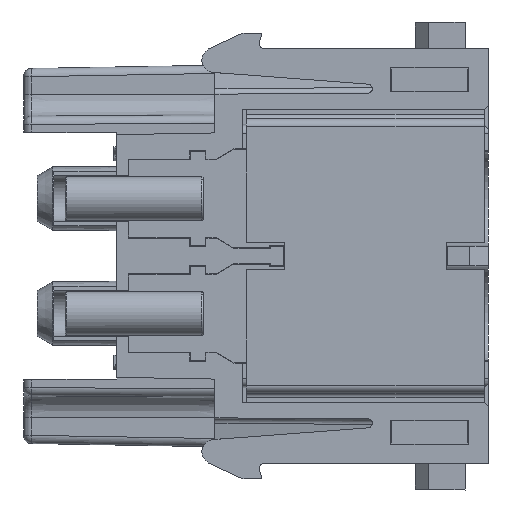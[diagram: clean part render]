
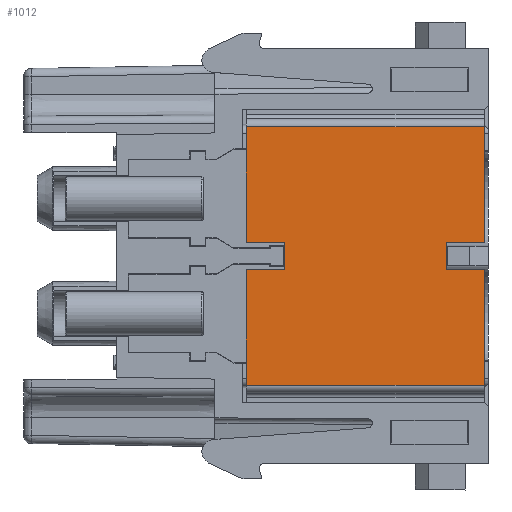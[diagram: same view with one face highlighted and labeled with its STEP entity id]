
A CAD part, left-side view. The second image highlights one B-rep face of the part: STEP entity #1012.
In plain terms, the highlighted planar face has unit normal (-1, 0, 0).
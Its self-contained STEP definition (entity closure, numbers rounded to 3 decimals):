
#1012=ADVANCED_FACE('',(#1929),#1434,.T.);
#1434=PLANE('',#11404);
#1929=FACE_OUTER_BOUND('',#2486,.T.);
#2486=EDGE_LOOP('',(#7150,#7151,#7152,#7153,#7154,#7155,#7156,#7157,#7158,
#7159,#7160,#7161));
#2682=LINE('',#14801,#3706);
#2689=LINE('',#14826,#3713);
#2710=LINE('',#14884,#3734);
#2715=LINE('',#14893,#3739);
#2717=LINE('',#14897,#3741);
#3456=LINE('',#17591,#4480);
#3460=LINE('',#17600,#4484);
#3508=LINE('',#17806,#4532);
#3511=LINE('',#17812,#4535);
#3513=LINE('',#17815,#4537);
#3514=LINE('',#17817,#4538);
#3515=LINE('',#17819,#4539);
#3706=VECTOR('',#11796,1.);
#3713=VECTOR('',#11815,1.);
#3734=VECTOR('',#11872,1.);
#3739=VECTOR('',#11879,1.);
#3741=VECTOR('',#11883,1.);
#4480=VECTOR('',#13668,1.);
#4484=VECTOR('',#13674,1.);
#4532=VECTOR('',#13792,1.);
#4535=VECTOR('',#13797,1.);
#4537=VECTOR('',#13801,1.);
#4538=VECTOR('',#13802,1.);
#4539=VECTOR('',#13803,1.);
#7150=ORIENTED_EDGE('',*,*,#10219,.F.);
#7151=ORIENTED_EDGE('',*,*,#9061,.T.);
#7152=ORIENTED_EDGE('',*,*,#9090,.T.);
#7153=ORIENTED_EDGE('',*,*,#9095,.F.);
#7154=ORIENTED_EDGE('',*,*,#9097,.T.);
#7155=ORIENTED_EDGE('',*,*,#9050,.T.);
#7156=ORIENTED_EDGE('',*,*,#10224,.T.);
#7157=ORIENTED_EDGE('',*,*,#10225,.T.);
#7158=ORIENTED_EDGE('',*,*,#10226,.F.);
#7159=ORIENTED_EDGE('',*,*,#10139,.F.);
#7160=ORIENTED_EDGE('',*,*,#10143,.T.);
#7161=ORIENTED_EDGE('',*,*,#10222,.T.);
#7965=VERTEX_POINT('',#14802);
#7966=VERTEX_POINT('',#14803);
#7973=VERTEX_POINT('',#14820);
#7976=VERTEX_POINT('',#14825);
#7995=VERTEX_POINT('',#14883);
#7998=VERTEX_POINT('',#14892);
#8675=VERTEX_POINT('',#17590);
#8676=VERTEX_POINT('',#17592);
#8679=VERTEX_POINT('',#17599);
#8723=VERTEX_POINT('',#17807);
#8725=VERTEX_POINT('',#17816);
#8726=VERTEX_POINT('',#17818);
#9050=EDGE_CURVE('',#7965,#7966,#2682,.T.);
#9061=EDGE_CURVE('',#7973,#7976,#2689,.T.);
#9090=EDGE_CURVE('',#7976,#7995,#2710,.T.);
#9095=EDGE_CURVE('',#7998,#7995,#2715,.T.);
#9097=EDGE_CURVE('',#7998,#7965,#2717,.T.);
#10139=EDGE_CURVE('',#8675,#8676,#3456,.T.);
#10143=EDGE_CURVE('',#8675,#8679,#3460,.T.);
#10219=EDGE_CURVE('',#7973,#8723,#3508,.T.);
#10222=EDGE_CURVE('',#8679,#8723,#3511,.T.);
#10224=EDGE_CURVE('',#7966,#8725,#3513,.T.);
#10225=EDGE_CURVE('',#8725,#8726,#3514,.T.);
#10226=EDGE_CURVE('',#8676,#8726,#3515,.T.);
#11404=AXIS2_PLACEMENT_3D('',#17820,#13804,#13805);
#11796=DIRECTION('',(0.,1.,0.));
#11815=DIRECTION('',(0.,1.,0.));
#11872=DIRECTION('',(0.,0.,-1.));
#11879=DIRECTION('',(0.,1.,0.));
#11883=DIRECTION('',(0.,0.,-1.));
#13668=DIRECTION('',(0.,-1.,0.));
#13674=DIRECTION('',(0.,0.,1.));
#13792=DIRECTION('',(0.,0.,-1.));
#13797=DIRECTION('',(0.,-1.,0.));
#13801=DIRECTION('',(0.,0.,-1.));
#13802=DIRECTION('',(0.,-1.,0.));
#13803=DIRECTION('',(0.,0.,-1.));
#13804=DIRECTION('',(-1.,0.,0.));
#13805=DIRECTION('',(0.,-1.,0.));
#14801=CARTESIAN_POINT('',(-7.25,-2.9,-0.9));
#14802=CARTESIAN_POINT('',(-7.25,-2.9,-0.9));
#14803=CARTESIAN_POINT('',(-7.25,-0.1,-0.9));
#14820=CARTESIAN_POINT('',(-7.25,-17.5,9.55));
#14825=CARTESIAN_POINT('',(-7.25,-0.1,9.55));
#14826=CARTESIAN_POINT('',(-7.25,-17.5,9.55));
#14883=CARTESIAN_POINT('',(-7.25,-0.1,1.1));
#14884=CARTESIAN_POINT('',(-7.25,-0.1,9.55));
#14892=CARTESIAN_POINT('',(-7.25,-2.9,1.1));
#14893=CARTESIAN_POINT('',(-7.25,-2.9,1.1));
#14897=CARTESIAN_POINT('',(-7.25,-2.9,1.1));
#17590=CARTESIAN_POINT('',(-7.25,-14.7,-0.9));
#17591=CARTESIAN_POINT('',(-7.25,-14.7,-0.9));
#17592=CARTESIAN_POINT('',(-7.25,-17.5,-0.9));
#17599=CARTESIAN_POINT('',(-7.25,-14.7,1.1));
#17600=CARTESIAN_POINT('',(-7.25,-14.7,-0.9));
#17806=CARTESIAN_POINT('',(-7.25,-17.5,9.55));
#17807=CARTESIAN_POINT('',(-7.25,-17.5,1.1));
#17812=CARTESIAN_POINT('',(-7.25,-14.7,1.1));
#17815=CARTESIAN_POINT('',(-7.25,-0.1,-0.9));
#17816=CARTESIAN_POINT('',(-7.25,-0.1,-9.35));
#17817=CARTESIAN_POINT('',(-7.25,-0.1,-9.35));
#17818=CARTESIAN_POINT('',(-7.25,-17.5,-9.35));
#17819=CARTESIAN_POINT('',(-7.25,-17.5,-0.9));
#17820=CARTESIAN_POINT('',(-7.25,-0.1,-9.35));
